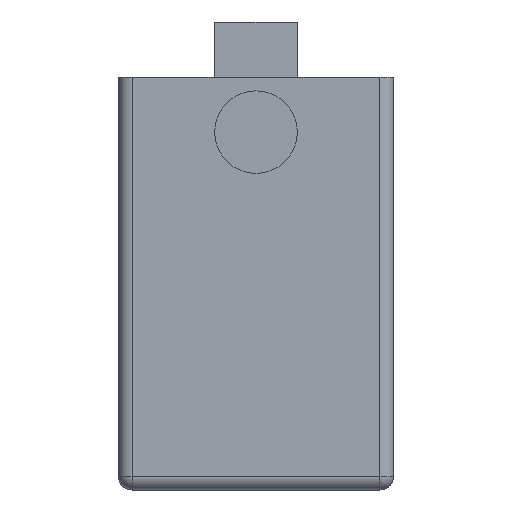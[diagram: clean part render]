
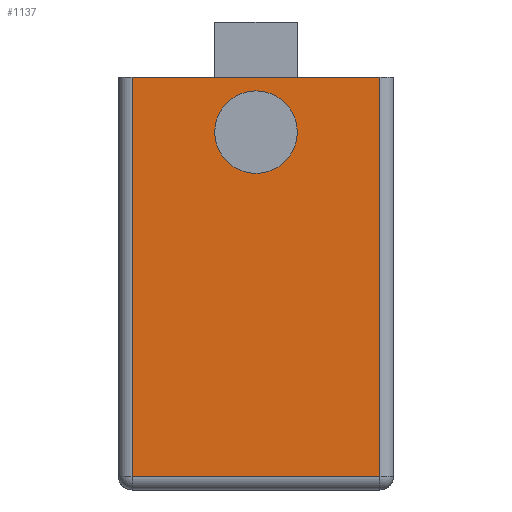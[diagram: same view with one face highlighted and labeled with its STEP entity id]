
A CAD part, left-side view. The second image highlights one B-rep face of the part: STEP entity #1137.
In plain terms, the highlighted planar face has unit normal (-1, 0, 0).
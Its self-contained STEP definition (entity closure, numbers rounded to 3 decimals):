
#137=DIRECTION('',(0.,1.,0.));
#138=VECTOR('',#137,9.);
#139=CARTESIAN_POINT('',(0.,0.5,0.));
#140=LINE('',#139,#138);
#306=DIRECTION('',(0.,0.,1.));
#307=VECTOR('',#306,14.5);
#308=CARTESIAN_POINT('',(0.,9.5,-14.5));
#309=LINE('',#308,#307);
#310=DIRECTION('',(0.,0.,-1.));
#311=VECTOR('',#310,14.5);
#312=CARTESIAN_POINT('',(0.,0.5,0.));
#313=LINE('',#312,#311);
#314=DIRECTION('',(0.,-1.,0.));
#315=VECTOR('',#314,9.);
#316=CARTESIAN_POINT('',(0.,9.5,-14.5));
#317=LINE('',#316,#315);
#318=CARTESIAN_POINT('',(0.,5.,-2.));
#319=DIRECTION('',(-1.,0.,0.));
#320=DIRECTION('',(0.,1.,0.));
#321=AXIS2_PLACEMENT_3D('',#318,#319,#320);
#323=CARTESIAN_POINT('',(0.,5.,-2.));
#324=DIRECTION('',(-1.,0.,0.));
#325=DIRECTION('',(0.,-1.,0.));
#326=AXIS2_PLACEMENT_3D('',#323,#324,#325);
#618=CARTESIAN_POINT('',(0.,9.5,0.));
#620=VERTEX_POINT('',#618);
#621=CARTESIAN_POINT('',(0.,9.5,-14.5));
#622=VERTEX_POINT('',#621);
#623=CARTESIAN_POINT('',(0.,0.5,-14.5));
#624=VERTEX_POINT('',#623);
#625=CARTESIAN_POINT('',(0.,0.5,0.));
#627=VERTEX_POINT('',#625);
#649=CARTESIAN_POINT('',(0.,6.5,-2.));
#650=CARTESIAN_POINT('',(0.,3.5,-2.));
#651=VERTEX_POINT('',#649);
#652=VERTEX_POINT('',#650);
#1118=CARTESIAN_POINT('',(0.,0.,-15.));
#1119=DIRECTION('',(-1.,0.,0.));
#1120=DIRECTION('',(0.,0.,1.));
#1121=AXIS2_PLACEMENT_3D('',#1118,#1119,#1120);
#1122=PLANE('',#1121);
#1124=ORIENTED_EDGE('',*,*,#1123,.T.);
#1125=ORIENTED_EDGE('',*,*,#727,.F.);
#1126=ORIENTED_EDGE('',*,*,#1106,.T.);
#1128=ORIENTED_EDGE('',*,*,#1127,.F.);
#1129=EDGE_LOOP('',(#1124,#1125,#1126,#1128));
#1130=FACE_OUTER_BOUND('',#1129,.F.);
#1132=ORIENTED_EDGE('',*,*,#1131,.T.);
#1134=ORIENTED_EDGE('',*,*,#1133,.T.);
#1135=EDGE_LOOP('',(#1132,#1134));
#1136=FACE_BOUND('',#1135,.F.);
#1137=ADVANCED_FACE('',(#1130,#1136),#1122,.T.);
#322=CIRCLE('',#321,1.5);
#327=CIRCLE('',#326,1.5);
#727=EDGE_CURVE('',#627,#620,#140,.T.);
#1106=EDGE_CURVE('',#627,#624,#313,.T.);
#1123=EDGE_CURVE('',#622,#620,#309,.T.);
#1127=EDGE_CURVE('',#622,#624,#317,.T.);
#1131=EDGE_CURVE('',#651,#652,#322,.T.);
#1133=EDGE_CURVE('',#652,#651,#327,.T.);
